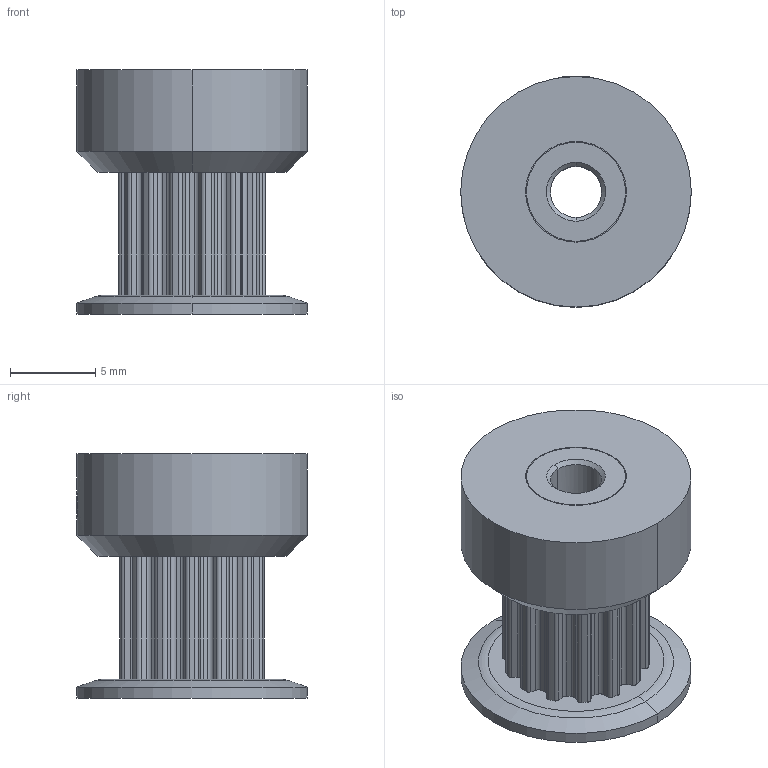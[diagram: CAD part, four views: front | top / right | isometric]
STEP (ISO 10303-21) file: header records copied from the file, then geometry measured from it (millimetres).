
FILE_DESCRIPTION((''),'2;1');
FILE_NAME('14','2020-07-27T',('SYSTEM'),(''),'PRO/ENGINEER BY PARAMETRIC TECHNOLOGY CORPORATION, 2016360','PRO/ENGINEER BY PARAMETRIC TECHNOLOGY CORPORATION, 2016360','');
FILE_SCHEMA(('AUTOMOTIVE_DESIGN { 1 0 10303 214 1 1 1 1 }'));
Length unit declared in the file: millimetre
Products named in the file (1): 14
Bounding box: 13.5 x 13.5 x 14.3 mm (x, y, z)
Volume: 1193.9 mm3; surface area: 1122.3 mm2
Topology: 1 solids, 1 shells, 160 faces, 444 edges, 292 vertices
Faces by surface type: cylinder 86, plane 58, cone 14, torus 2
Entity records: 5547 total; most frequent: CARTESIAN_POINT 1096, DIRECTION 952, ORIENTED_EDGE 888, EDGE_CURVE 444, AXIS2_PLACEMENT_3D 352, VERTEX_POINT 292, VECTOR 248, LINE 248
